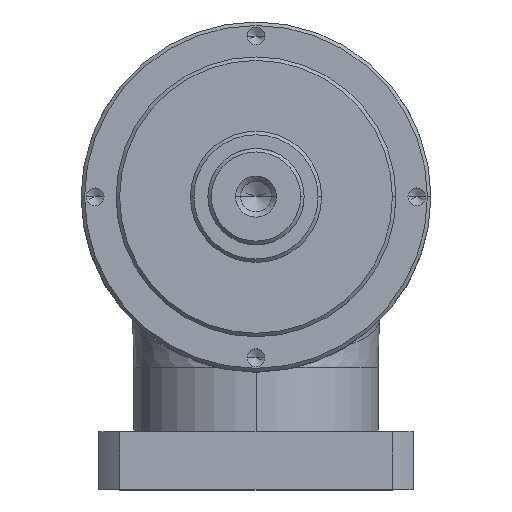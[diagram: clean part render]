
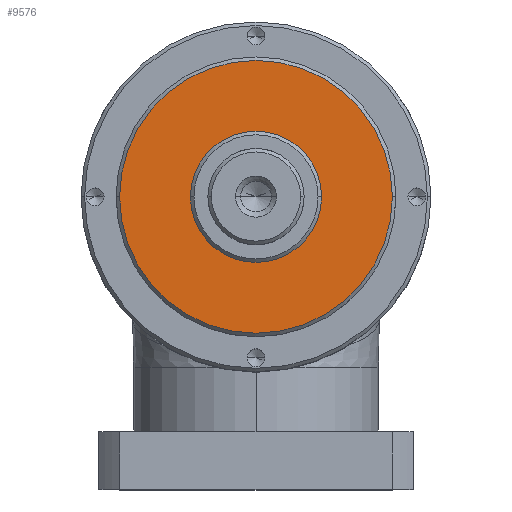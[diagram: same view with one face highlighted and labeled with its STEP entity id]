
A CAD part, top view. The second image highlights one B-rep face of the part: STEP entity #9576.
In plain terms, the highlighted planar face has unit normal (0, 0, 1).
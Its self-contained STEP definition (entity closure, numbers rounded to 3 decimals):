
#3044=CARTESIAN_POINT('',(0.,0.,137.));
#3045=DIRECTION('',(0.,0.,1.));
#3046=DIRECTION('',(-1.,0.,0.));
#3047=AXIS2_PLACEMENT_3D('',#3044,#3045,#3046);
#3049=CARTESIAN_POINT('',(0.,0.,137.));
#3050=DIRECTION('',(0.,0.,1.));
#3051=DIRECTION('',(1.,0.,0.));
#3052=AXIS2_PLACEMENT_3D('',#3049,#3050,#3051);
#3054=CARTESIAN_POINT('',(0.,0.,137.));
#3055=DIRECTION('',(0.,0.,-1.));
#3056=DIRECTION('',(-1.,0.,0.));
#3057=AXIS2_PLACEMENT_3D('',#3054,#3055,#3056);
#3059=CARTESIAN_POINT('',(0.,0.,137.));
#3060=DIRECTION('',(0.,0.,-1.));
#3061=DIRECTION('',(1.,0.,0.));
#3062=AXIS2_PLACEMENT_3D('',#3059,#3060,#3061);
#3436=CARTESIAN_POINT('',(78.,0.,137.));
#3437=CARTESIAN_POINT('',(-78.,0.,137.));
#3438=VERTEX_POINT('',#3436);
#3439=VERTEX_POINT('',#3437);
#3639=CARTESIAN_POINT('',(37.5,0.,137.));
#3640=VERTEX_POINT('',#3639);
#3796=CARTESIAN_POINT('',(-37.5,0.,137.));
#3797=VERTEX_POINT('',#3796);
#9561=CARTESIAN_POINT('',(0.,0.,137.));
#9562=DIRECTION('',(0.,0.,1.));
#9563=DIRECTION('',(1.,0.,0.));
#9564=AXIS2_PLACEMENT_3D('',#9561,#9562,#9563);
#9565=PLANE('',#9564);
#9566=ORIENTED_EDGE('',*,*,#9543,.F.);
#9567=ORIENTED_EDGE('',*,*,#9553,.F.);
#9568=EDGE_LOOP('',(#9566,#9567));
#9569=FACE_OUTER_BOUND('',#9568,.F.);
#9571=ORIENTED_EDGE('',*,*,#9570,.F.);
#9573=ORIENTED_EDGE('',*,*,#9572,.F.);
#9574=EDGE_LOOP('',(#9571,#9573));
#9575=FACE_BOUND('',#9574,.F.);
#9576=ADVANCED_FACE('',(#9569,#9575),#9565,.T.);
#3048=CIRCLE('',#3047,78.);
#3053=CIRCLE('',#3052,78.);
#3058=CIRCLE('',#3057,37.5);
#3063=CIRCLE('',#3062,37.5);
#9543=EDGE_CURVE('',#3439,#3438,#3048,.T.);
#9553=EDGE_CURVE('',#3438,#3439,#3053,.T.);
#9570=EDGE_CURVE('',#3797,#3640,#3058,.T.);
#9572=EDGE_CURVE('',#3640,#3797,#3063,.T.);
